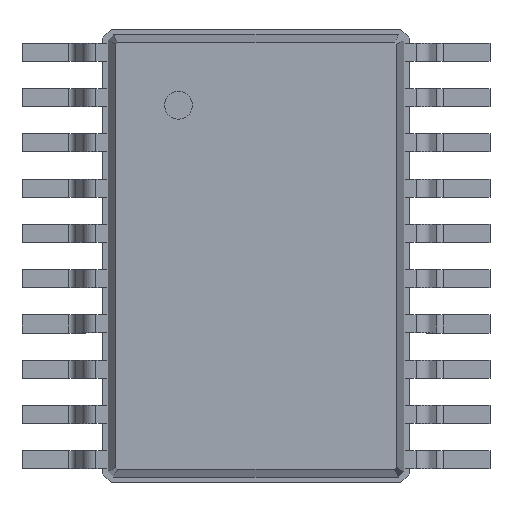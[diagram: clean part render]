
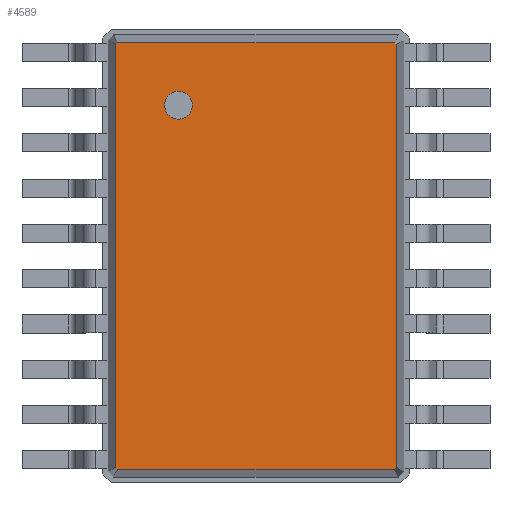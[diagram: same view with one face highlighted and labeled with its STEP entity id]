
A CAD part, top view. The second image highlights one B-rep face of the part: STEP entity #4589.
In plain terms, the highlighted planar face has unit normal (0, 0, 1).
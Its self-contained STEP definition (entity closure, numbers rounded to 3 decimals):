
#27=VECTOR('',#28,1.);
#28=DIRECTION('',(1.,0.,0.));
#52=VECTOR('',#53,1.);
#53=DIRECTION('',(0.707,0.707,0.));
#59=VECTOR('',#60,1.);
#60=DIRECTION('',(0.,1.,0.));
#66=VECTOR('',#67,1.);
#67=DIRECTION('',(-0.707,0.707,0.));
#73=VECTOR('',#74,1.);
#74=DIRECTION('',(-1.,0.,0.));
#80=VECTOR('',#81,1.);
#81=DIRECTION('',(-0.707,-0.707,0.));
#87=VECTOR('',#88,1.);
#88=DIRECTION('',(0.,-1.,0.));
#92=VECTOR('',#93,1.);
#93=DIRECTION('',(0.707,-0.707,0.));
#1415=DIRECTION('',(0.,0.,-1.));
#1498=VERTEX_POINT('',#1499);
#1499=CARTESIAN_POINT('',(-2.014,3.037,1.6));
#1502=EDGE_CURVE('',#1503,#1498,#1505,.T.);
#1503=VERTEX_POINT('',#1504);
#1504=CARTESIAN_POINT('',(-2.014,-3.037,1.6));
#1505=LINE('',#1504,#59);
#1516=VERTEX_POINT('',#1517);
#1517=CARTESIAN_POINT('',(-1.987,3.064,1.6));
#1520=EDGE_CURVE('',#1498,#1516,#1521,.T.);
#1521=LINE('',#1499,#52);
#1530=VERTEX_POINT('',#1531);
#1531=CARTESIAN_POINT('',(1.987,3.064,1.6));
#1534=EDGE_CURVE('',#1516,#1530,#1535,.T.);
#1535=LINE('',#1517,#27);
#1544=VERTEX_POINT('',#1545);
#1545=CARTESIAN_POINT('',(2.014,3.037,1.6));
#1548=EDGE_CURVE('',#1530,#1544,#1549,.T.);
#1549=LINE('',#1531,#92);
#1638=VERTEX_POINT('',#1639);
#1639=CARTESIAN_POINT('',(2.014,-3.037,1.6));
#1642=EDGE_CURVE('',#1544,#1638,#1643,.T.);
#1643=LINE('',#1545,#87);
#4589=ADVANCED_FACE('',(#4590,#4610),#4620,.F.);
#4590=FACE_BOUND('',#4591,.F.);
#4591=EDGE_LOOP('',(#4592,#4593,#4594,#4595,#4600,#4605,#4608,#4609));
#4592=ORIENTED_EDGE('',*,*,#1534,.T.);
#4593=ORIENTED_EDGE('',*,*,#1548,.T.);
#4594=ORIENTED_EDGE('',*,*,#1642,.T.);
#4595=ORIENTED_EDGE('',*,*,#4596,.T.);
#4596=EDGE_CURVE('',#1638,#4597,#4599,.T.);
#4597=VERTEX_POINT('',#4598);
#4598=CARTESIAN_POINT('',(1.987,-3.064,1.6));
#4599=LINE('',#1639,#80);
#4600=ORIENTED_EDGE('',*,*,#4601,.T.);
#4601=EDGE_CURVE('',#4597,#4602,#4604,.T.);
#4602=VERTEX_POINT('',#4603);
#4603=CARTESIAN_POINT('',(-1.987,-3.064,1.6));
#4604=LINE('',#4598,#73);
#4605=ORIENTED_EDGE('',*,*,#4606,.T.);
#4606=EDGE_CURVE('',#4602,#1503,#4607,.T.);
#4607=LINE('',#4603,#66);
#4608=ORIENTED_EDGE('',*,*,#1502,.T.);
#4609=ORIENTED_EDGE('',*,*,#1520,.T.);
#4610=FACE_BOUND('',#4611,.F.);
#4611=EDGE_LOOP('',(#4612));
#4612=ORIENTED_EDGE('',*,*,#4613,.F.);
#4613=EDGE_CURVE('',#4614,#4614,#4616,.T.);
#4614=VERTEX_POINT('',#4615);
#4615=CARTESIAN_POINT('',(-1.114,1.964,1.6));
#4616=CIRCLE('',#4617,0.2);
#4617=AXIS2_PLACEMENT_3D('',#4618,#4619,#88);
#4618=CARTESIAN_POINT('',(-1.114,2.164,1.6));
#4619=DIRECTION('',(0.,-0.,-1.));
#4620=PLANE('',#4621);
#4621=AXIS2_PLACEMENT_3D('',#1517,#1415,#4622);
#4622=DIRECTION('',(0.544,-0.839,0.));
